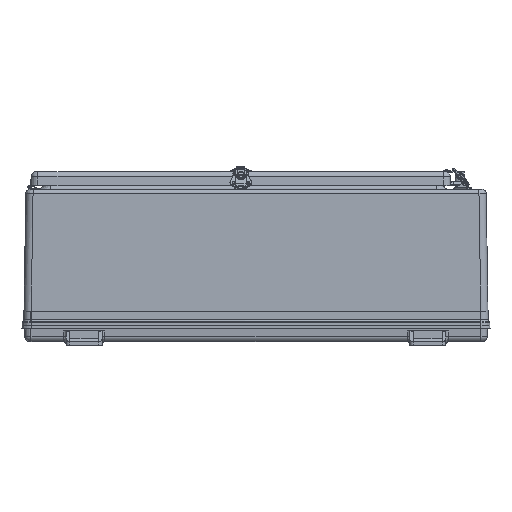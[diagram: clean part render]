
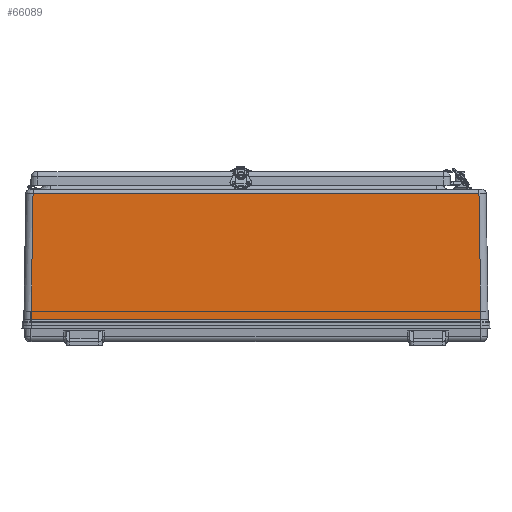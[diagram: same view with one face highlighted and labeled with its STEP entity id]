
A CAD part, front view. The second image highlights one B-rep face of the part: STEP entity #66089.
In plain terms, the highlighted planar face has unit normal (0, -1, 0.016).
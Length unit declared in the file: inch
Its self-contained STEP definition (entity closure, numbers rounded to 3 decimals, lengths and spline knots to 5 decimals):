
#188 = VERTEX_POINT ( 'NONE', #60129 ) ;
#2089 = CARTESIAN_POINT ( 'NONE',  ( 15.62159, -18.44965, 0. ) ) ;
#4927 = DIRECTION ( 'NONE',  ( -0.016, 0.016, 1. ) ) ;
#6717 = LINE ( 'NONE', #15194, #24991 ) ;
#7810 = EDGE_CURVE ( 'NONE', #188, #95737, #19127, .T. ) ;
#8223 = VECTOR ( 'NONE', #63157, 39.37008 ) ;
#9101 = CARTESIAN_POINT ( 'NONE',  ( -16.12155, -18.31181, 8.72133 ) ) ;
#10666 = VERTEX_POINT ( 'NONE', #2089 ) ;
#10698 = DIRECTION ( 'NONE',  ( 0.016, 0.016, 1. ) ) ;
#14729 = LINE ( 'NONE', #83058, #95021 ) ;
#15194 = CARTESIAN_POINT ( 'NONE',  ( -16.12155, -18.44981, -0.00981 ) ) ;
#16967 = DIRECTION ( 'NONE',  ( 0., -1., 0.016 ) ) ;
#17348 = CARTESIAN_POINT ( 'NONE',  ( -15.48377, -18.31181, 8.72133 ) ) ;
#19127 = LINE ( 'NONE', #54731, #8223 ) ;
#20662 = EDGE_CURVE ( 'NONE', #52469, #52213, #47158, .T. ) ;
#24991 = VECTOR ( 'NONE', #55038, 39.37008 ) ;
#26483 = VECTOR ( 'NONE', #70294, 39.37008 ) ;
#28316 = LINE ( 'NONE', #47091, #68394 ) ;
#32315 = PLANE ( 'NONE',  #62710 ) ;
#33358 = CARTESIAN_POINT ( 'NONE',  ( 15.62157, -18.44981, -0.00981 ) ) ;
#33841 = CARTESIAN_POINT ( 'NONE',  ( -15.61713, -18.44517, 0.28356 ) ) ;
#34228 = LINE ( 'NONE', #33841, #53654 ) ;
#34641 = FACE_OUTER_BOUND ( 'NONE', #50186, .T. ) ;
#40842 = ORIENTED_EDGE ( 'NONE', *, *, #45518, .F. ) ;
#44690 = ORIENTED_EDGE ( 'NONE', *, *, #7810, .T. ) ;
#45518 = EDGE_CURVE ( 'NONE', #10666, #81861, #28316, .T. ) ;
#47091 = CARTESIAN_POINT ( 'NONE',  ( 15.62157, -18.44973, -0.0049 ) ) ;
#47158 = LINE ( 'NONE', #9101, #26483 ) ;
#48184 = EDGE_CURVE ( 'NONE', #95737, #81861, #6717, .T. ) ;
#50186 = EDGE_LOOP ( 'NONE', ( #53210, #44690, #60400, #40842, #99383, #84823 ) ) ;
#52213 = VERTEX_POINT ( 'NONE', #17348 ) ;
#52469 = VERTEX_POINT ( 'NONE', #53664 ) ;
#53210 = ORIENTED_EDGE ( 'NONE', *, *, #59050, .F. ) ;
#53654 = VECTOR ( 'NONE', #10698, 39.37008 ) ;
#53664 = CARTESIAN_POINT ( 'NONE',  ( 15.48377, -18.31181, 8.72133 ) ) ;
#54731 = CARTESIAN_POINT ( 'NONE',  ( -15.62157, -18.44965, 0. ) ) ;
#55038 = DIRECTION ( 'NONE',  ( 1., 0., 0. ) ) ;
#59050 = EDGE_CURVE ( 'NONE', #188, #52213, #34228, .T. ) ;
#60129 = CARTESIAN_POINT ( 'NONE',  ( -15.62159, -18.44965, 0. ) ) ;
#60400 = ORIENTED_EDGE ( 'NONE', *, *, #48184, .T. ) ;
#62710 = AXIS2_PLACEMENT_3D ( 'NONE', #86648, #16967, #71401 ) ;
#63157 = DIRECTION ( 'NONE',  ( 0., -0.016, -1. ) ) ;
#63443 = CARTESIAN_POINT ( 'NONE',  ( -15.62157, -18.44981, -0.00981 ) ) ;
#66089 = ADVANCED_FACE ( 'NONE', ( #34641 ), #32315, .T. ) ;
#68394 = VECTOR ( 'NONE', #69528, 39.37008 ) ;
#69528 = DIRECTION ( 'NONE',  ( 0., -0.016, -1. ) ) ;
#70294 = DIRECTION ( 'NONE',  ( -1., 0., 0. ) ) ;
#71401 = DIRECTION ( 'NONE',  ( 0., -0.016, -1. ) ) ;
#81861 = VERTEX_POINT ( 'NONE', #33358 ) ;
#82532 = EDGE_CURVE ( 'NONE', #10666, #52469, #14729, .T. ) ;
#83058 = CARTESIAN_POINT ( 'NONE',  ( 15.62161, -18.44965, 0. ) ) ;
#84823 = ORIENTED_EDGE ( 'NONE', *, *, #20662, .T. ) ;
#86648 = CARTESIAN_POINT ( 'NONE',  ( -16.12155, -18.44965, 0. ) ) ;
#95021 = VECTOR ( 'NONE', #4927, 39.37008 ) ;
#95737 = VERTEX_POINT ( 'NONE', #63443 ) ;
#99383 = ORIENTED_EDGE ( 'NONE', *, *, #82532, .T. ) ;
